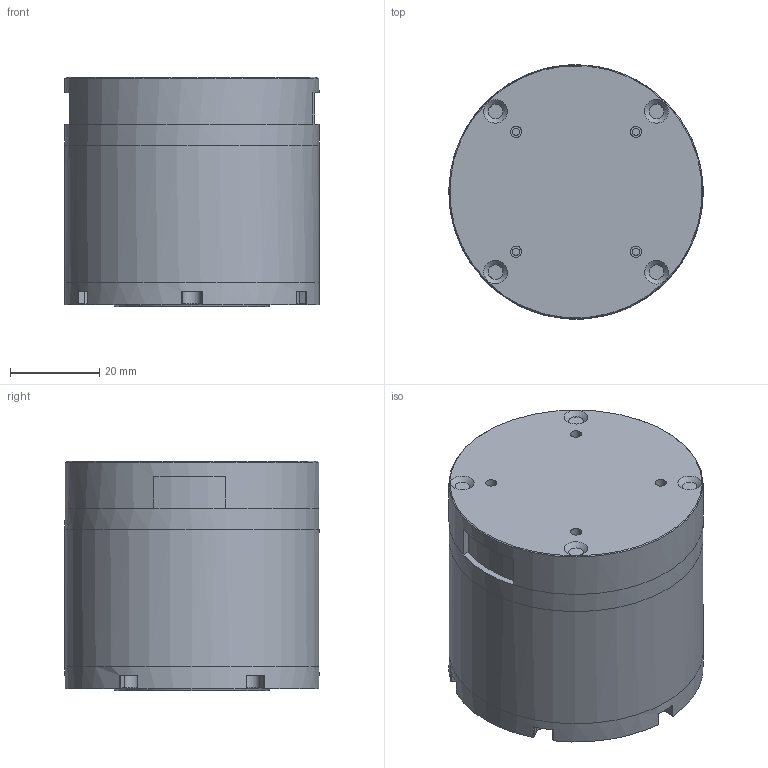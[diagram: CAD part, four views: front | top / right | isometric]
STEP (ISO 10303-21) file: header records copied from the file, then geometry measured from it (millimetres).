
FILE_DESCRIPTION(/* description */ ('STEP AP242 Edition 2','CAx-IF Rec.Pracs.---Representation and Presentation of Product Manufacturing Information (PMI)---4.0---2014-10-13','CAx-IF Rec.Pracs.---3D Tessellated Geometry---0.4---2014-09-14','2;1','CAx-IF Rec.Pracs.---User Defined Attributes---1.5---2016-08-15'),/* implementation_level */ '2;1');
FILE_NAME(/* name */ '69282f1a1c788aa0255356e2',/* time_stamp */ '2025-11-27T10:59:39Z',/* author */ (''),/* organization */ (''),/* preprocessor_version */ 'ST-DEVELOPER v20',/* originating_system */ 'ONSHAPE BY PTC INC, 1.207',/* authorisation */ ' ');
FILE_SCHEMA (('AP242_MANAGED_MODEL_BASED_3D_ENGINEERING_MIM_LF { 1 0 10303 442 3 1 4 }'));
Length unit declared in the file: metre
Products named in the file (1): RS00
Bounding box: 57 x 56.99 x 51.4 mm (x, y, z)
Volume: 127907.7 mm3; surface area: 16635 mm2
Topology: 1 solids, 6 shells, 300 faces, 820 edges, 543 vertices
Faces by surface type: plane 115, cylinder 82, cone 65, torus 26, sphere 12
Full cylindrical faces by diameter (mm): 1.6 x4, 2.4 x6, 2.5 x10, 3 x11, 4 x1, 6.333 x2, 8.667 x2, 9.5 x1, 11 x1, 35 x1, 36 x1, 57 x4
Entity records: 8756 total; most frequent: CARTESIAN_POINT 1641, DIRECTION 1594, ORIENTED_EDGE 1324, AXIS2_PLACEMENT_3D 683, EDGE_CURVE 662, VERTEX_POINT 474, FACE_BOUND 426, EDGE_LOOP 418
